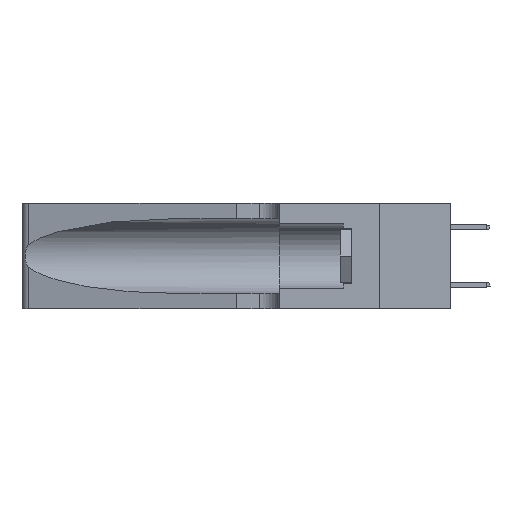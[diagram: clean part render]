
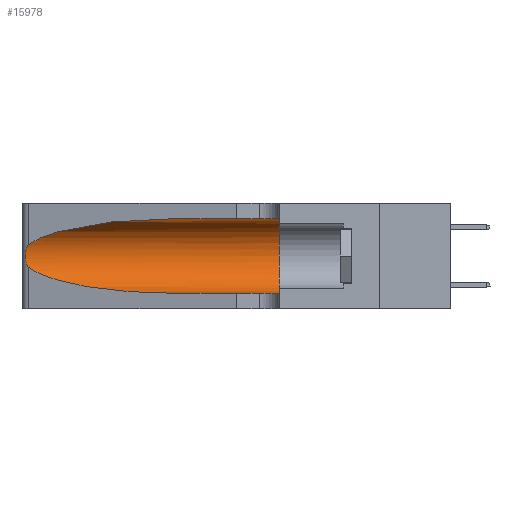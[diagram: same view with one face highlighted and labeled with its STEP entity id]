
A CAD part, left-side view. The second image highlights one B-rep face of the part: STEP entity #15978.
In plain terms, the highlighted cylindrical face has radius 3.308 mm (diameter 6.617 mm), a partial arc.
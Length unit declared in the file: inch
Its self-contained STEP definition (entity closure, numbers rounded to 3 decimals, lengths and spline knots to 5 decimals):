
#1812 = DIRECTION ( 'NONE',  ( 0., 0., -1. ) ) ;
#1936 = VECTOR ( 'NONE', #9691, 39.37008 ) ;
#2774 = CARTESIAN_POINT ( 'NONE',  ( 0.25555, 1.22994, 0.2215 ) ) ;
#2919 = CARTESIAN_POINT ( 'NONE',  ( 0.25555, 1.22993, 0.14849 ) ) ;
#3289 = EDGE_CURVE ( 'NONE', #24477, #10684, #16893, .T. ) ;
#3650 = CARTESIAN_POINT ( 'NONE',  ( 0.2373, 1.15595, 0.08982 ) ) ;
#4219 = VERTEX_POINT ( 'NONE', #9592 ) ;
#4673 = ORIENTED_EDGE ( 'NONE', *, *, #5593, .T. ) ;
#5427 = VERTEX_POINT ( 'NONE', #28673 ) ;
#5546 = CARTESIAN_POINT ( 'NONE',  ( 0.25854, 1.2359, 0.20912 ) ) ;
#5593 = EDGE_CURVE ( 'NONE', #10796, #4219, #28319, .T. ) ;
#5713 = CARTESIAN_POINT ( 'NONE',  ( 0.26075, 1.23896, 0.178 ) ) ;
#5822 = CARTESIAN_POINT ( 'NONE',  ( 0.25487, 1.22718, 0.14631 ) ) ;
#5882 = ORIENTED_EDGE ( 'NONE', *, *, #14772, .F. ) ;
#5981 = ORIENTED_EDGE ( 'NONE', *, *, #9762, .T. ) ;
#6599 = ORIENTED_EDGE ( 'NONE', *, *, #17719, .T. ) ;
#6893 = CARTESIAN_POINT ( 'NONE',  ( 0.25487, 1.22718, 0.22369 ) ) ;
#6957 = CARTESIAN_POINT ( 'NONE',  ( 0.25487, 1.22718, 0.22369 ) ) ;
#7647 = EDGE_CURVE ( 'NONE', #5427, #10684, #15490, .T. ) ;
#7890 = CARTESIAN_POINT ( 'NONE',  ( 0.25787, 1.23484, 0.2124 ) ) ;
#9592 = CARTESIAN_POINT ( 'NONE',  ( 0.25487, 1.22718, 0.14631 ) ) ;
#9691 = DIRECTION ( 'NONE',  ( 0., -1., 0. ) ) ;
#9762 = EDGE_CURVE ( 'NONE', #12028, #10796, #22076, .T. ) ;
#9896 = CARTESIAN_POINT ( 'NONE',  ( 0.25639, 1.23184, 0.21858 ) ) ;
#10495 = CARTESIAN_POINT ( 'NONE',  ( 0.25639, 1.23186, 0.15144 ) ) ;
#10581 = ORIENTED_EDGE ( 'NONE', *, *, #3289, .F. ) ;
#10684 = VERTEX_POINT ( 'NONE', #14155 ) ;
#10796 = VERTEX_POINT ( 'NONE', #6893 ) ;
#10982 = EDGE_LOOP ( 'NONE', ( #5981, #4673, #6599, #15785, #10581, #5882 ) ) ;
#11227 = CARTESIAN_POINT ( 'NONE',  ( 0.1305, 0.72297, 0.31525 ) ) ;
#11402 = CARTESIAN_POINT ( 'NONE',  ( 0.1305, 1.61858, 0.185 ) ) ;
#11563 =( BOUNDED_CURVE ( )  B_SPLINE_CURVE ( 3, ( #5822, #3650, #17890, #24401 ),
 .UNSPECIFIED., .F., .T. ) 
 B_SPLINE_CURVE_WITH_KNOTS ( ( 4, 4 ),
 ( 3.44316, 4.71239 ),
 .UNSPECIFIED. ) 
 CURVE ( )  GEOMETRIC_REPRESENTATION_ITEM ( )  RATIONAL_B_SPLINE_CURVE ( ( 1., 0.87, 0.87, 1. ) ) 
 REPRESENTATION_ITEM ( '' )  );
#12028 = VERTEX_POINT ( 'NONE', #11227 ) ;
#12529 = CARTESIAN_POINT ( 'NONE',  ( 0.25856, 1.23593, 0.16098 ) ) ;
#14155 = CARTESIAN_POINT ( 'NONE',  ( 0.1305, 0.35, 0.05475 ) ) ;
#14456 = DIRECTION ( 'NONE',  ( 0., 0., 1. ) ) ;
#14772 = EDGE_CURVE ( 'NONE', #12028, #24477, #22241, .T. ) ;
#14997 = CARTESIAN_POINT ( 'NONE',  ( 0.26075, 1.23896, 0.19203 ) ) ;
#15490 = LINE ( 'NONE', #27271, #19043 ) ;
#15744 = DIRECTION ( 'NONE',  ( 0., -1., 0. ) ) ;
#15785 = ORIENTED_EDGE ( 'NONE', *, *, #7647, .T. ) ;
#15978 = ADVANCED_FACE ( 'NONE', ( #23047 ), #22890, .F. ) ;
#16893 = CIRCLE ( 'NONE', #21862, 0.13025 ) ;
#17467 = CARTESIAN_POINT ( 'NONE',  ( 0.25487, 1.22718, 0.22369 ) ) ;
#17719 = EDGE_CURVE ( 'NONE', #4219, #5427, #11563, .T. ) ;
#17890 = CARTESIAN_POINT ( 'NONE',  ( 0.18966, 0.96281, 0.05475 ) ) ;
#18722 = CARTESIAN_POINT ( 'NONE',  ( 0.18966, 0.96281, 0.31525 ) ) ;
#18745 = AXIS2_PLACEMENT_3D ( 'NONE', #11402, #15744, #1812 ) ;
#19043 = VECTOR ( 'NONE', #27591, 39.37008 ) ;
#19799 = CARTESIAN_POINT ( 'NONE',  ( 0.25487, 1.22718, 0.14631 ) ) ;
#20078 = CARTESIAN_POINT ( 'NONE',  ( 0.1305, 0.35, 0.31525 ) ) ;
#21032 = CARTESIAN_POINT ( 'NONE',  ( 0.1305, 0.72297, 0.31525 ) ) ;
#21288 = DIRECTION ( 'NONE',  ( 0., 1., 0. ) ) ;
#21830 = CARTESIAN_POINT ( 'NONE',  ( 0.25789, 1.23486, 0.15765 ) ) ;
#21862 = AXIS2_PLACEMENT_3D ( 'NONE', #26237, #21288, #14456 ) ;
#22076 =( BOUNDED_CURVE ( )  B_SPLINE_CURVE ( 3, ( #21032, #18722, #28165, #6957 ),
 .UNSPECIFIED., .F., .F. ) 
 B_SPLINE_CURVE_WITH_KNOTS ( ( 4, 4 ),
 ( 1.5708, 2.84003 ),
 .UNSPECIFIED. ) 
 CURVE ( )  GEOMETRIC_REPRESENTATION_ITEM ( )  RATIONAL_B_SPLINE_CURVE ( ( 1., 0.87, 0.87, 1. ) ) 
 REPRESENTATION_ITEM ( '' )  );
#22148 = CARTESIAN_POINT ( 'NONE',  ( 0.26017, 1.23833, 0.17102 ) ) ;
#22241 = LINE ( 'NONE', #24094, #1936 ) ;
#22890 = CYLINDRICAL_SURFACE ( 'NONE', #18745, 0.13025 ) ;
#23047 = FACE_OUTER_BOUND ( 'NONE', #10982, .T. ) ;
#24094 = CARTESIAN_POINT ( 'NONE',  ( 0.1305, 1.61858, 0.31525 ) ) ;
#24401 = CARTESIAN_POINT ( 'NONE',  ( 0.1305, 0.72297, 0.05475 ) ) ;
#24477 = VERTEX_POINT ( 'NONE', #20078 ) ;
#26237 = CARTESIAN_POINT ( 'NONE',  ( 0.1305, 0.35, 0.185 ) ) ;
#26936 = CARTESIAN_POINT ( 'NONE',  ( 0.26018, 1.23835, 0.19895 ) ) ;
#27271 = CARTESIAN_POINT ( 'NONE',  ( 0.1305, 1.61858, 0.05475 ) ) ;
#27591 = DIRECTION ( 'NONE',  ( 0., -1., 0. ) ) ;
#28165 = CARTESIAN_POINT ( 'NONE',  ( 0.2373, 1.15595, 0.28018 ) ) ;
#28319 = B_SPLINE_CURVE_WITH_KNOTS ( 'NONE', 3,
 ( #17467, #2774, #9896, #7890, #5546, #26936, #14997, #5713, #22148, #12529, #21830, #10495, #2919, #19799 ),
 .UNSPECIFIED., .F., .F.,
 ( 4, 2, 2, 2, 2, 2, 4 ),
 ( 0., 0.00027, 0.00053, 0.00107, 0.0016, 0.00187, 0.00214 ),
 .UNSPECIFIED. ) ;
#28673 = CARTESIAN_POINT ( 'NONE',  ( 0.1305, 0.72297, 0.05475 ) ) ;
